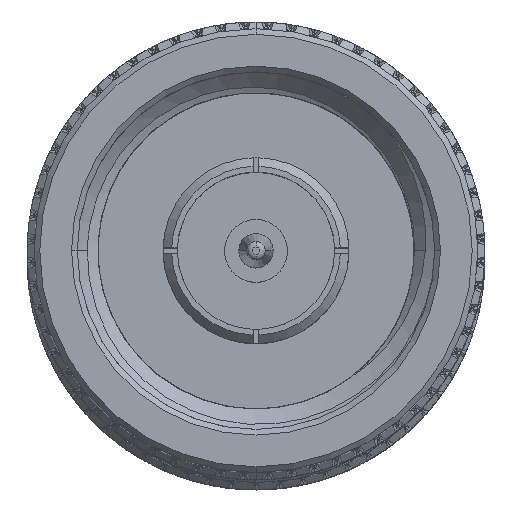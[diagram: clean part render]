
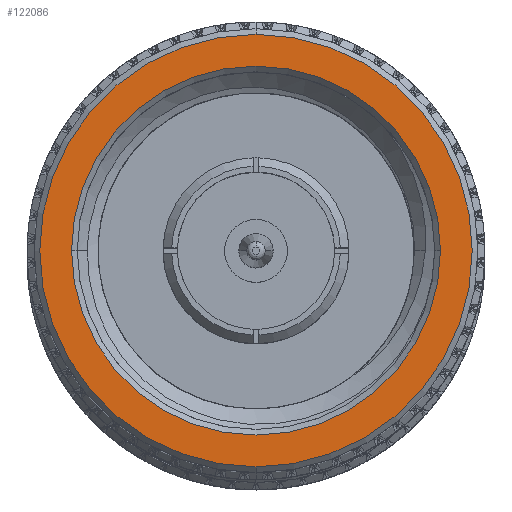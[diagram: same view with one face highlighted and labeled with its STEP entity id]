
A CAD part, top view. The second image highlights one B-rep face of the part: STEP entity #122086.
In plain terms, the highlighted face is planar.
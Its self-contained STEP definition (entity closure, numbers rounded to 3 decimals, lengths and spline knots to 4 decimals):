
#2148 = DIRECTION ( 'NONE',  ( 0., -1., 0. ) ) ;
#4254 = AXIS2_PLACEMENT_3D ( 'NONE', #150536, #114366, #64825 ) ;
#8121 = EDGE_CURVE ( 'NONE', #202832, #151307, #22066, .T. ) ;
#8279 = EDGE_CURVE ( 'NONE', #151307, #202832, #64373, .T. ) ;
#8979 = CARTESIAN_POINT ( 'NONE',  ( 0., 0., 0. ) ) ;
#10038 = CARTESIAN_POINT ( 'NONE',  ( 0., 0., -0.3225 ) ) ;
#14409 = CARTESIAN_POINT ( 'NONE',  ( 0., 0., 0.3225 ) ) ;
#22066 = CIRCLE ( 'NONE', #46741, 0.3781 ) ;
#38499 = DIRECTION ( 'NONE',  ( 1., 0., 0. ) ) ;
#46741 = AXIS2_PLACEMENT_3D ( 'NONE', #187527, #157679, #205130 ) ;
#64373 = CIRCLE ( 'NONE', #205069, 0.3781 ) ;
#64825 = DIRECTION ( 'NONE',  ( 0., -1., 0. ) ) ;
#66256 = AXIS2_PLACEMENT_3D ( 'NONE', #153072, #38499, #2148 ) ;
#68011 = CARTESIAN_POINT ( 'NONE',  ( 0., 0.3781, 0. ) ) ;
#73592 = VERTEX_POINT ( 'NONE', #14409 ) ;
#78723 = VERTEX_POINT ( 'NONE', #10038 ) ;
#80029 = EDGE_CURVE ( 'NONE', #73592, #78723, #213912, .T. ) ;
#83362 = PLANE ( 'NONE',  #4254 ) ;
#84928 = EDGE_CURVE ( 'NONE', #78723, #73592, #136680, .T. ) ;
#103141 = ORIENTED_EDGE ( 'NONE', *, *, #8121, .T. ) ;
#113470 = EDGE_LOOP ( 'NONE', ( #103141, #167170 ) ) ;
#114366 = DIRECTION ( 'NONE',  ( -1., 0., 0. ) ) ;
#115347 = FACE_BOUND ( 'NONE', #194730, .T. ) ;
#122086 = ADVANCED_FACE ( 'NONE', ( #115347, #182545 ), #83362, .T. ) ;
#122712 = CARTESIAN_POINT ( 'NONE',  ( 0., 0., 0. ) ) ;
#126887 = DIRECTION ( 'NONE',  ( 0., -1., 0. ) ) ;
#136680 = CIRCLE ( 'NONE', #66256, 0.3225 ) ;
#137355 = ORIENTED_EDGE ( 'NONE', *, *, #84928, .T. ) ;
#143380 = DIRECTION ( 'NONE',  ( -1., 0., 0. ) ) ;
#147397 = CARTESIAN_POINT ( 'NONE',  ( 0., -0.3781, 0. ) ) ;
#150536 = CARTESIAN_POINT ( 'NONE',  ( 0., 0.3881, 0. ) ) ;
#151307 = VERTEX_POINT ( 'NONE', #147397 ) ;
#153072 = CARTESIAN_POINT ( 'NONE',  ( 0., 0., 0. ) ) ;
#157679 = DIRECTION ( 'NONE',  ( -1., 0., 0. ) ) ;
#167170 = ORIENTED_EDGE ( 'NONE', *, *, #8279, .T. ) ;
#174850 = ORIENTED_EDGE ( 'NONE', *, *, #80029, .T. ) ;
#182545 = FACE_OUTER_BOUND ( 'NONE', #113470, .T. ) ;
#187527 = CARTESIAN_POINT ( 'NONE',  ( 0., 0., 0. ) ) ;
#187732 = DIRECTION ( 'NONE',  ( 1., 0., 0. ) ) ;
#188806 = DIRECTION ( 'NONE',  ( 0., -1., 0. ) ) ;
#194730 = EDGE_LOOP ( 'NONE', ( #174850, #137355 ) ) ;
#202832 = VERTEX_POINT ( 'NONE', #68011 ) ;
#203342 = AXIS2_PLACEMENT_3D ( 'NONE', #122712, #187732, #188806 ) ;
#205069 = AXIS2_PLACEMENT_3D ( 'NONE', #8979, #143380, #126887 ) ;
#205130 = DIRECTION ( 'NONE',  ( 0., -1., 0. ) ) ;
#213912 = CIRCLE ( 'NONE', #203342, 0.3225 ) ;
